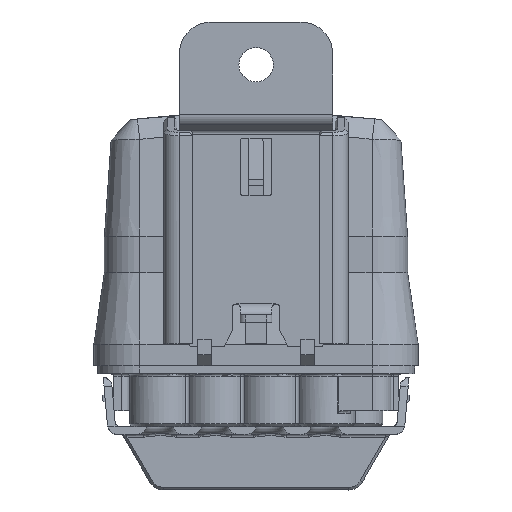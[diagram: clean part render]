
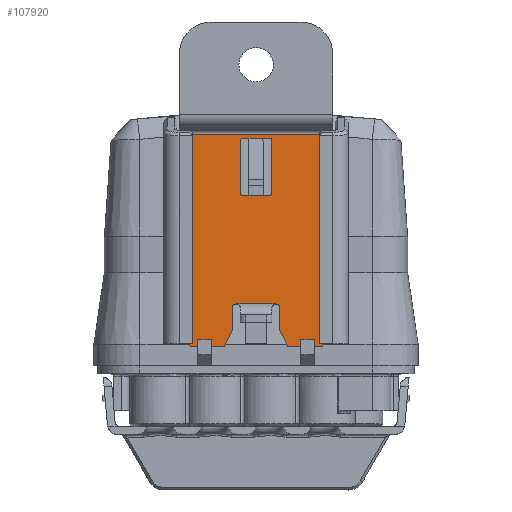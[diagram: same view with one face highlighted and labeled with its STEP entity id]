
A CAD part, top view. The second image highlights one B-rep face of the part: STEP entity #107920.
In plain terms, the highlighted face is planar.
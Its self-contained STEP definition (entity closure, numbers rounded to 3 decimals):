
#106973=DIRECTION('',(0.,1.,0.));
#106974=VECTOR('',#106973,9.785);
#106975=CARTESIAN_POINT('',(-3.,-10.382,2.502));
#106976=LINE('',#106975,#106974);
#106977=CARTESIAN_POINT('',(-2.5,-0.597,2.502));
#106978=DIRECTION('',(0.,0.,1.));
#106979=DIRECTION('',(0.,1.,0.));
#106980=AXIS2_PLACEMENT_3D('',#106977,#106978,#106979);
#106982=DIRECTION('',(1.,0.,0.));
#106983=VECTOR('',#106982,5.);
#106984=CARTESIAN_POINT('',(-2.5,-0.097,2.502));
#106985=LINE('',#106984,#106983);
#106986=CARTESIAN_POINT('',(2.5,-0.597,2.502));
#106987=DIRECTION('',(0.,0.,1.));
#106988=DIRECTION('',(1.,0.,0.));
#106989=AXIS2_PLACEMENT_3D('',#106986,#106987,#106988);
#106991=DIRECTION('',(0.,-1.,0.));
#106992=VECTOR('',#106991,9.785);
#106993=CARTESIAN_POINT('',(3.,-0.597,2.502));
#106994=LINE('',#106993,#106992);
#106995=CARTESIAN_POINT('',(2.5,-10.382,2.502));
#106996=DIRECTION('',(0.,0.,1.));
#106997=DIRECTION('',(0.,-1.,0.));
#106998=AXIS2_PLACEMENT_3D('',#106995,#106996,#106997);
#107000=DIRECTION('',(-1.,0.,0.));
#107001=VECTOR('',#107000,5.);
#107002=CARTESIAN_POINT('',(2.5,-10.882,2.502));
#107003=LINE('',#107002,#107001);
#107004=CARTESIAN_POINT('',(-2.5,-10.382,2.502));
#107005=DIRECTION('',(0.,0.,1.));
#107006=DIRECTION('',(-1.,0.,0.));
#107007=AXIS2_PLACEMENT_3D('',#107004,#107005,#107006);
#107009=DIRECTION('',(0.447,-0.894,0.));
#107010=VECTOR('',#107009,4.472);
#107011=CARTESIAN_POINT('',(12.5,28.503,2.502));
#107012=LINE('',#107011,#107010);
#107013=DIRECTION('',(-1.,0.,0.));
#107014=VECTOR('',#107013,6.499);
#107015=CARTESIAN_POINT('',(12.5,28.503,2.502));
#107016=LINE('',#107015,#107014);
#107017=DIRECTION('',(-0.447,-0.894,0.));
#107018=VECTOR('',#107017,3.357);
#107019=CARTESIAN_POINT('',(6.001,28.503,
2.502));
#107020=LINE('',#107019,#107018);
#107021=DIRECTION('',(0.,-1.,0.));
#107022=VECTOR('',#107021,4.25);
#107023=CARTESIAN_POINT('',(4.5,25.5,2.502));
#107024=LINE('',#107023,#107022);
#107025=DIRECTION('',(1.,0.,0.));
#107026=VECTOR('',#107025,0.75);
#107027=CARTESIAN_POINT('',(3.,20.5,2.502));
#107028=LINE('',#107027,#107026);
#107029=DIRECTION('',(1.,0.,0.));
#107030=VECTOR('',#107029,0.75);
#107031=CARTESIAN_POINT('',(-3.75,20.5,2.502));
#107032=LINE('',#107031,#107030);
#107033=DIRECTION('',(0.,1.,0.));
#107034=VECTOR('',#107033,4.25);
#107035=CARTESIAN_POINT('',(-4.5,21.25,2.502));
#107036=LINE('',#107035,#107034);
#107037=DIRECTION('',(0.447,-0.894,0.));
#107038=VECTOR('',#107037,3.357);
#107039=CARTESIAN_POINT('',(-6.001,28.503,
2.502));
#107040=LINE('',#107039,#107038);
#107041=DIRECTION('',(-1.,0.,0.));
#107042=VECTOR('',#107041,6.499);
#107043=CARTESIAN_POINT('',(-6.001,28.503,
2.502));
#107044=LINE('',#107043,#107042);
#107045=DIRECTION('',(0.447,0.894,0.));
#107046=VECTOR('',#107045,4.472);
#107047=CARTESIAN_POINT('',(-14.5,24.503,2.502));
#107048=LINE('',#107047,#107046);
#107049=DIRECTION('',(0.,-1.,0.));
#107050=VECTOR('',#107049,36.121);
#107051=CARTESIAN_POINT('',(-14.5,24.503,2.502));
#107052=LINE('',#107051,#107050);
#107053=DIRECTION('',(0.,1.,0.));
#107054=VECTOR('',#107053,36.121);
#107055=CARTESIAN_POINT('',(14.5,-11.618,2.502));
#107056=LINE('',#107055,#107054);
#107125=CARTESIAN_POINT('',(3.75,21.25,2.502));
#107126=DIRECTION('',(0.,0.,1.));
#107127=DIRECTION('',(0.,-1.,0.));
#107128=AXIS2_PLACEMENT_3D('',#107125,#107126,#107127);
#107184=CARTESIAN_POINT('',(-3.75,21.25,2.502));
#107185=DIRECTION('',(0.,0.,1.));
#107186=DIRECTION('',(-1.,0.,0.));
#107187=AXIS2_PLACEMENT_3D('',#107184,#107185,#107186);
#107239=DIRECTION('',(1.,0.,0.));
#107240=VECTOR('',#107239,6.);
#107241=CARTESIAN_POINT('',(-3.,20.5,2.502));
#107242=LINE('',#107241,#107240);
#107357=DIRECTION('',(1.,0.,0.));
#107358=VECTOR('',#107357,29.);
#107359=CARTESIAN_POINT('',(-14.5,-11.618,2.502));
#107360=LINE('',#107359,#107358);
#107453=CARTESIAN_POINT('',(-14.5,-11.618,2.502));
#107454=CARTESIAN_POINT('',(14.5,-11.618,2.502));
#107455=VERTEX_POINT('',#107453);
#107456=VERTEX_POINT('',#107454);
#107457=CARTESIAN_POINT('',(-3.,-10.382,2.502));
#107458=CARTESIAN_POINT('',(-3.,-0.597,2.502));
#107459=VERTEX_POINT('',#107457);
#107460=VERTEX_POINT('',#107458);
#107461=CARTESIAN_POINT('',(-2.5,-0.097,2.502));
#107462=VERTEX_POINT('',#107461);
#107463=CARTESIAN_POINT('',(2.5,-0.097,2.502));
#107464=VERTEX_POINT('',#107463);
#107465=CARTESIAN_POINT('',(3.,-0.597,2.502));
#107466=VERTEX_POINT('',#107465);
#107467=CARTESIAN_POINT('',(3.,-10.382,2.502));
#107468=VERTEX_POINT('',#107467);
#107469=CARTESIAN_POINT('',(2.5,-10.882,2.502));
#107470=VERTEX_POINT('',#107469);
#107471=CARTESIAN_POINT('',(-2.5,-10.882,2.502));
#107472=VERTEX_POINT('',#107471);
#107497=CARTESIAN_POINT('',(-6.001,28.503,
2.502));
#107499=VERTEX_POINT('',#107497);
#107509=CARTESIAN_POINT('',(-4.5,25.5,2.502));
#107510=VERTEX_POINT('',#107509);
#107511=CARTESIAN_POINT('',(6.001,28.503,
2.502));
#107512=CARTESIAN_POINT('',(4.5,25.5,2.502));
#107513=VERTEX_POINT('',#107511);
#107514=VERTEX_POINT('',#107512);
#107526=CARTESIAN_POINT('',(4.5,21.25,2.502));
#107528=VERTEX_POINT('',#107526);
#107529=CARTESIAN_POINT('',(3.,20.5,2.502));
#107530=CARTESIAN_POINT('',(3.75,20.5,2.502));
#107531=VERTEX_POINT('',#107529);
#107532=VERTEX_POINT('',#107530);
#107539=CARTESIAN_POINT('',(-3.,20.5,2.502));
#107540=VERTEX_POINT('',#107539);
#107541=CARTESIAN_POINT('',(-4.5,21.25,2.502));
#107542=CARTESIAN_POINT('',(-3.75,20.5,2.502));
#107543=VERTEX_POINT('',#107541);
#107544=VERTEX_POINT('',#107542);
#107587=CARTESIAN_POINT('',(12.5,28.503,2.502));
#107588=VERTEX_POINT('',#107587);
#107589=CARTESIAN_POINT('',(14.5,24.503,2.502));
#107590=VERTEX_POINT('',#107589);
#107595=CARTESIAN_POINT('',(-14.5,24.503,2.502));
#107596=VERTEX_POINT('',#107595);
#107597=CARTESIAN_POINT('',(-12.5,28.503,2.502));
#107598=VERTEX_POINT('',#107597);
#107864=CARTESIAN_POINT('',(14.5,-12.784,2.502));
#107865=DIRECTION('',(0.,0.,1.));
#107866=DIRECTION('',(1.,0.,0.));
#107867=AXIS2_PLACEMENT_3D('',#107864,#107865,#107866);
#107868=PLANE('',#107867);
#107870=ORIENTED_EDGE('',*,*,#107869,.F.);
#107872=ORIENTED_EDGE('',*,*,#107871,.T.);
#107874=ORIENTED_EDGE('',*,*,#107873,.T.);
#107876=ORIENTED_EDGE('',*,*,#107875,.T.);
#107878=ORIENTED_EDGE('',*,*,#107877,.F.);
#107880=ORIENTED_EDGE('',*,*,#107879,.F.);
#107882=ORIENTED_EDGE('',*,*,#107881,.F.);
#107884=ORIENTED_EDGE('',*,*,#107883,.F.);
#107886=ORIENTED_EDGE('',*,*,#107885,.F.);
#107888=ORIENTED_EDGE('',*,*,#107887,.T.);
#107890=ORIENTED_EDGE('',*,*,#107889,.F.);
#107892=ORIENTED_EDGE('',*,*,#107891,.T.);
#107894=ORIENTED_EDGE('',*,*,#107893,.F.);
#107896=ORIENTED_EDGE('',*,*,#107895,.T.);
#107898=ORIENTED_EDGE('',*,*,#107897,.T.);
#107900=ORIENTED_EDGE('',*,*,#107899,.T.);
#107901=EDGE_LOOP('',(#107870,#107872,#107874,#107876,#107878,#107880,#107882,
#107884,#107886,#107888,#107890,#107892,#107894,#107896,#107898,#107900));
#107902=FACE_OUTER_BOUND('',#107901,.F.);
#107903=ORIENTED_EDGE('',*,*,#107854,.T.);
#107905=ORIENTED_EDGE('',*,*,#107904,.F.);
#107907=ORIENTED_EDGE('',*,*,#107906,.T.);
#107909=ORIENTED_EDGE('',*,*,#107908,.F.);
#107911=ORIENTED_EDGE('',*,*,#107910,.T.);
#107913=ORIENTED_EDGE('',*,*,#107912,.F.);
#107915=ORIENTED_EDGE('',*,*,#107914,.T.);
#107917=ORIENTED_EDGE('',*,*,#107916,.F.);
#107918=EDGE_LOOP('',(#107903,#107905,#107907,#107909,#107911,#107913,#107915,
#107917));
#107919=FACE_BOUND('',#107918,.F.);
#107920=ADVANCED_FACE('',(#107902,#107919),#107868,.F.);
#106981=CIRCLE('',#106980,0.5);
#106990=CIRCLE('',#106989,0.5);
#106999=CIRCLE('',#106998,0.5);
#107008=CIRCLE('',#107007,0.5);
#107129=CIRCLE('',#107128,0.75);
#107188=CIRCLE('',#107187,0.75);
#107854=EDGE_CURVE('',#107459,#107460,#106976,.T.);
#107869=EDGE_CURVE('',#107588,#107590,#107012,.T.);
#107871=EDGE_CURVE('',#107588,#107513,#107016,.T.);
#107873=EDGE_CURVE('',#107513,#107514,#107020,.T.);
#107875=EDGE_CURVE('',#107514,#107528,#107024,.T.);
#107877=EDGE_CURVE('',#107532,#107528,#107129,.T.);
#107879=EDGE_CURVE('',#107531,#107532,#107028,.T.);
#107881=EDGE_CURVE('',#107540,#107531,#107242,.T.);
#107883=EDGE_CURVE('',#107544,#107540,#107032,.T.);
#107885=EDGE_CURVE('',#107543,#107544,#107188,.T.);
#107887=EDGE_CURVE('',#107543,#107510,#107036,.T.);
#107889=EDGE_CURVE('',#107499,#107510,#107040,.T.);
#107891=EDGE_CURVE('',#107499,#107598,#107044,.T.);
#107893=EDGE_CURVE('',#107596,#107598,#107048,.T.);
#107895=EDGE_CURVE('',#107596,#107455,#107052,.T.);
#107897=EDGE_CURVE('',#107455,#107456,#107360,.T.);
#107899=EDGE_CURVE('',#107456,#107590,#107056,.T.);
#107904=EDGE_CURVE('',#107462,#107460,#106981,.T.);
#107906=EDGE_CURVE('',#107462,#107464,#106985,.T.);
#107908=EDGE_CURVE('',#107466,#107464,#106990,.T.);
#107910=EDGE_CURVE('',#107466,#107468,#106994,.T.);
#107912=EDGE_CURVE('',#107470,#107468,#106999,.T.);
#107914=EDGE_CURVE('',#107470,#107472,#107003,.T.);
#107916=EDGE_CURVE('',#107459,#107472,#107008,.T.);
